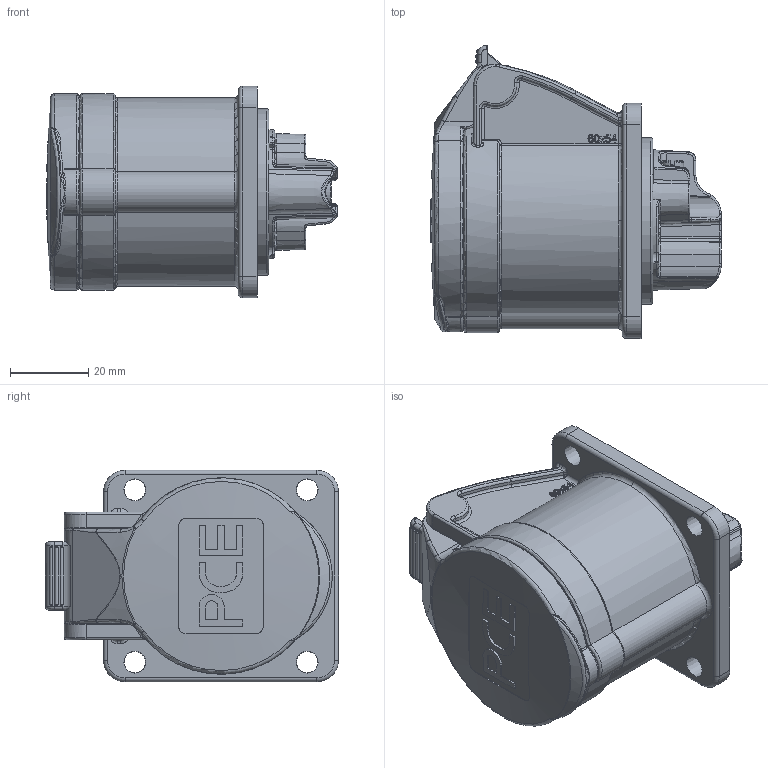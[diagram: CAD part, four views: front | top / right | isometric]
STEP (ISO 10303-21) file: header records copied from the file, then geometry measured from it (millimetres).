
FILE_DESCRIPTION (( 'STEP AP203' ), '1' );
FILE_NAME ('313-6f9.STEP', '2017-11-23T13:34:27', ( '' ), ( '' ), 'SwSTEP 2.0', 'SolidWorks 2016', '' );
FILE_SCHEMA (( 'CONFIG_CONTROL_DESIGN' ));
Length unit declared in the file: millimetre
Products named in the file (1): 313-6f9
Bounding box: 74.19 x 74.8 x 54 mm (x, y, z)
Volume: 131375.9 mm3; surface area: 23297 mm2
Topology: 1 solids, 1 shells, 1210 faces, 2979 edges, 1791 vertices
Faces by surface type: bspline 379, plane 370, cylinder 224, torus 125, cone 91, sphere 21
Full cylindrical faces by diameter (mm): 3.4 x4, 4 x2, 4.7 x1, 6.5 x1, 7 x2, 9 x1
Entity records: 48615 total; most frequent: CARTESIAN_POINT 23697, ORIENTED_EDGE 5778, DIRECTION 4314, EDGE_CURVE 2889, VERTEX_POINT 1766, AXIS2_PLACEMENT_3D 1705, EDGE_LOOP 1307, FACE_OUTER_BOUND 1223
